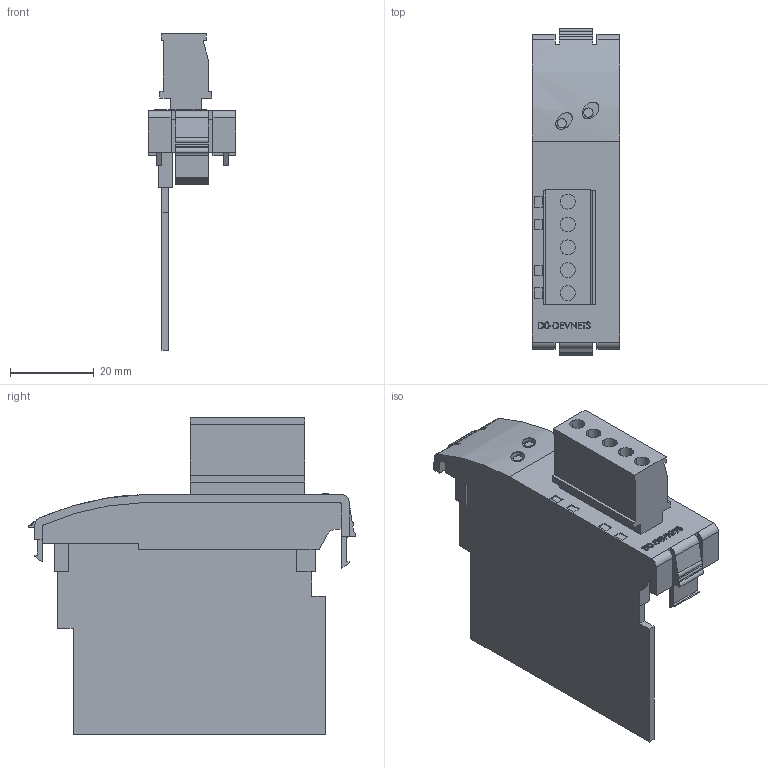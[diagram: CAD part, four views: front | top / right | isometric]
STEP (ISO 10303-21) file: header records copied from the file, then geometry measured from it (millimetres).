
FILE_DESCRIPTION (( 'STEP AP214' ), '1' );
FILE_NAME ('D0-DEVNETS.STEP', '2011-02-02T19:11:28', ( '.ADC' ), ( 'ADC' ), 'SwSTEP 2.0', 'SolidWorks 2009', '' );
FILE_SCHEMA (( 'AUTOMOTIVE_DESIGN' ));
Length unit declared in the file: inch
Products named in the file (1): D0-DEVNETS
Bounding box: 20.98 x 78.23 x 75.73 mm (x, y, z)
Volume: 15034.9 mm3; surface area: 15932.8 mm2
Topology: 1 solids, 1 shells, 335 faces, 897 edges, 596 vertices
Faces by surface type: plane 242, cylinder 51, bspline 42
Entity records: 15095 total; most frequent: CARTESIAN_POINT 4433, ORIENTED_EDGE 1794, DIRECTION 1504, EDGE_CURVE 897, VECTOR 702, LINE 702, VERTEX_POINT 596, AXIS2_PLACEMENT_3D 401
